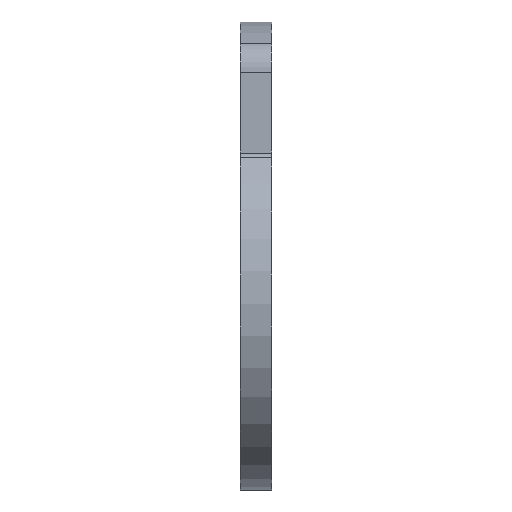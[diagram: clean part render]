
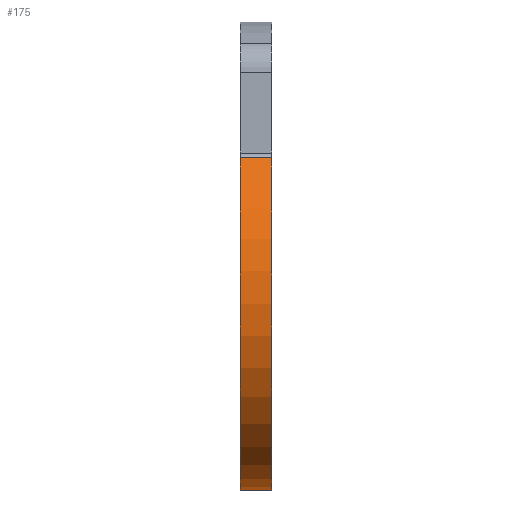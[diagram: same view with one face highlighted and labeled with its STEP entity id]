
A CAD part, left-side view. The second image highlights one B-rep face of the part: STEP entity #175.
In plain terms, the highlighted cylindrical face has radius 6.08 mm (diameter 12.16 mm), a partial arc.
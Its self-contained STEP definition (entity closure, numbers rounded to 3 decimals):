
#8 = VECTOR ( 'NONE', #440, 1000. ) ;
#25 = CARTESIAN_POINT ( 'NONE',  ( 4.066, 0.5, 4.15 ) ) ;
#40 = EDGE_LOOP ( 'NONE', ( #162, #46, #536, #49 ) ) ;
#46 = ORIENTED_EDGE ( 'NONE', *, *, #115, .T. ) ;
#49 = ORIENTED_EDGE ( 'NONE', *, *, #630, .T. ) ;
#77 = AXIS2_PLACEMENT_3D ( 'NONE', #381, #111, #117 ) ;
#80 = DIRECTION ( 'NONE',  ( 0., -1., 0. ) ) ;
#81 = VERTEX_POINT ( 'NONE', #335 ) ;
#84 = LINE ( 'NONE', #25, #493 ) ;
#106 = DIRECTION ( 'NONE',  ( 0., 0., -1. ) ) ;
#111 = DIRECTION ( 'NONE',  ( 0., 1., 0. ) ) ;
#115 = EDGE_CURVE ( 'NONE', #206, #81, #327, .T. ) ;
#117 = DIRECTION ( 'NONE',  ( 0., 0., 1. ) ) ;
#122 = EDGE_CURVE ( 'NONE', #208, #81, #223, .T. ) ;
#162 = ORIENTED_EDGE ( 'NONE', *, *, #211, .T. ) ;
#168 = CARTESIAN_POINT ( 'NONE',  ( -4.066, 0.5, 4.15 ) ) ;
#175 = ADVANCED_FACE ( 'NONE', ( #657 ), #435, .T. ) ;
#180 = CARTESIAN_POINT ( 'NONE',  ( 0., 0.5, -0.37 ) ) ;
#206 = VERTEX_POINT ( 'NONE', #663 ) ;
#208 = VERTEX_POINT ( 'NONE', #346 ) ;
#211 = EDGE_CURVE ( 'NONE', #498, #206, #404, .T. ) ;
#223 = CIRCLE ( 'NONE', #77, 6.08 ) ;
#270 = CARTESIAN_POINT ( 'NONE',  ( 4.066, -0.5, 4.15 ) ) ;
#327 = LINE ( 'NONE', #168, #8 ) ;
#335 = CARTESIAN_POINT ( 'NONE',  ( -4.066, 0.5, 4.15 ) ) ;
#346 = CARTESIAN_POINT ( 'NONE',  ( 4.066, 0.5, 4.15 ) ) ;
#381 = CARTESIAN_POINT ( 'NONE',  ( 0., 0.5, -0.37 ) ) ;
#393 = AXIS2_PLACEMENT_3D ( 'NONE', #661, #399, #572 ) ;
#396 = DIRECTION ( 'NONE',  ( 0., -1., 0. ) ) ;
#399 = DIRECTION ( 'NONE',  ( 0., 1., 0. ) ) ;
#404 = CIRCLE ( 'NONE', #393, 6.08 ) ;
#435 = CYLINDRICAL_SURFACE ( 'NONE', #634, 6.08 ) ;
#440 = DIRECTION ( 'NONE',  ( 0., 1., 0. ) ) ;
#493 = VECTOR ( 'NONE', #80, 1000. ) ;
#498 = VERTEX_POINT ( 'NONE', #270 ) ;
#536 = ORIENTED_EDGE ( 'NONE', *, *, #122, .F. ) ;
#572 = DIRECTION ( 'NONE',  ( 0., 0., 1. ) ) ;
#630 = EDGE_CURVE ( 'NONE', #208, #498, #84, .T. ) ;
#634 = AXIS2_PLACEMENT_3D ( 'NONE', #180, #396, #106 ) ;
#657 = FACE_OUTER_BOUND ( 'NONE', #40, .T. ) ;
#661 = CARTESIAN_POINT ( 'NONE',  ( 0., -0.5, -0.37 ) ) ;
#663 = CARTESIAN_POINT ( 'NONE',  ( -4.066, -0.5, 4.15 ) ) ;
